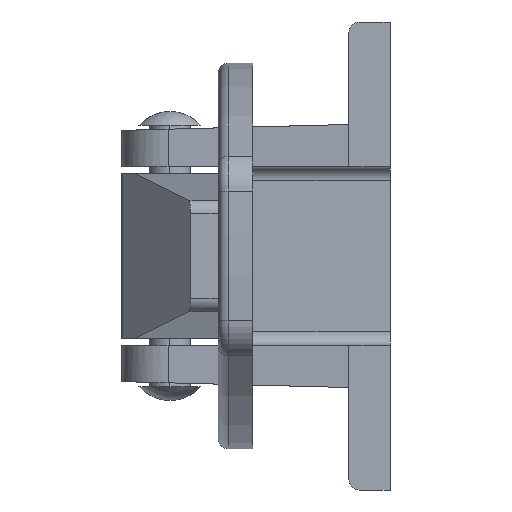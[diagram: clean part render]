
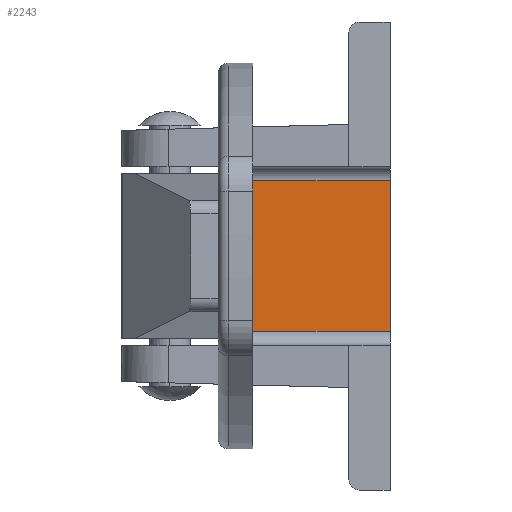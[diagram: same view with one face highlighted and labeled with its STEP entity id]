
A CAD part, left-side view. The second image highlights one B-rep face of the part: STEP entity #2243.
In plain terms, the highlighted planar face has unit normal (-1, 0, 0).
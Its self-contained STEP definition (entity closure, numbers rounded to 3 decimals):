
#338 = LINE ( 'NONE', #339, #3880 ) ;
#339 = CARTESIAN_POINT ( 'NONE',  ( -1.5, -10., 10.95 ) ) ;
#340 = DIRECTION ( 'NONE',  ( 0., 1., 0. ) ) ;
#342 = LINE ( 'NONE', #343, #3881 ) ;
#343 = CARTESIAN_POINT ( 'NONE',  ( -1.5, -10., -12.95 ) ) ;
#344 = DIRECTION ( 'NONE',  ( 0., 0., 1. ) ) ;
#345 = LINE ( 'NONE', #346, #3882 ) ;
#346 = CARTESIAN_POINT ( 'NONE',  ( -1.5, -32., -10.95 ) ) ;
#347 = DIRECTION ( 'NONE',  ( 0., -1., 0. ) ) ;
#480 = LINE ( 'NONE', #481, #1332 ) ;
#481 = CARTESIAN_POINT ( 'NONE',  ( -1.5, -32., -12.95 ) ) ;
#482 = DIRECTION ( 'NONE',  ( 0., 0., -1. ) ) ;
#1169 = PLANE ( 'NONE',  #4166 ) ;
#1170 = CARTESIAN_POINT ( 'NONE',  ( -1.5, -32., -12.95 ) ) ;
#1171 = DIRECTION ( 'NONE',  ( 1., 0., 0. ) ) ;
#1172 = DIRECTION ( 'NONE',  ( 0., 0., -1. ) ) ;
#1332 = VECTOR ( 'NONE', #482, 1000. ) ;
#1574 = CARTESIAN_POINT ( 'NONE',  ( -1.5, -10., -10.95 ) ) ;
#1623 = CARTESIAN_POINT ( 'NONE',  ( -1.5, -10., 10.95 ) ) ;
#1658 = CARTESIAN_POINT ( 'NONE',  ( -1.5, -32., 10.95 ) ) ;
#1672 = CARTESIAN_POINT ( 'NONE',  ( -1.5, -32., -10.95 ) ) ;
#1992 = EDGE_CURVE ( 'NONE', #2537, #2502, #338, .T. ) ;
#1993 = EDGE_CURVE ( 'NONE', #2453, #2502, #342, .T. ) ;
#1994 = EDGE_CURVE ( 'NONE', #2453, #2551, #345, .T. ) ;
#2038 = EDGE_CURVE ( 'NONE', #2537, #2551, #480, .T. ) ;
#2243 = ADVANCED_FACE ( 'NONE', ( #4162 ), #1169, .F. ) ;
#2324 = ORIENTED_EDGE ( 'NONE', *, *, #1993, .F. ) ;
#2325 = ORIENTED_EDGE ( 'NONE', *, *, #2038, .F. ) ;
#2326 = ORIENTED_EDGE ( 'NONE', *, *, #1992, .T. ) ;
#2327 = ORIENTED_EDGE ( 'NONE', *, *, #1994, .T. ) ;
#2453 = VERTEX_POINT ( 'NONE', #1574 ) ;
#2502 = VERTEX_POINT ( 'NONE', #1623 ) ;
#2537 = VERTEX_POINT ( 'NONE', #1658 ) ;
#2551 = VERTEX_POINT ( 'NONE', #1672 ) ;
#2614 = EDGE_LOOP ( 'NONE', ( #2325, #2326, #2324, #2327 ) ) ;
#3880 = VECTOR ( 'NONE', #340, 1000. ) ;
#3881 = VECTOR ( 'NONE', #344, 1000. ) ;
#3882 = VECTOR ( 'NONE', #347, 1000. ) ;
#4162 = FACE_OUTER_BOUND ( 'NONE', #2614, .T. ) ;
#4166 = AXIS2_PLACEMENT_3D ( 'NONE', #1170, #1171, #1172 ) ;
